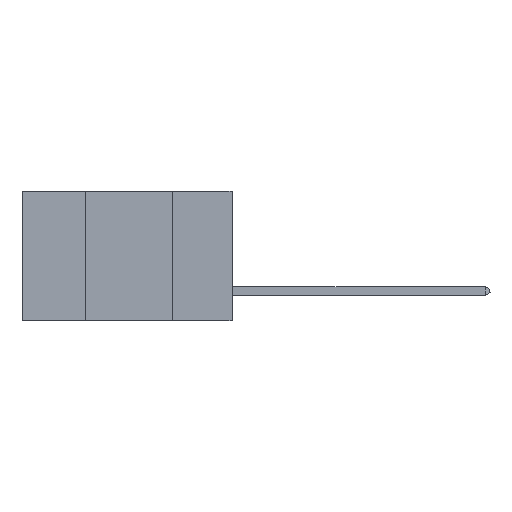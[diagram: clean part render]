
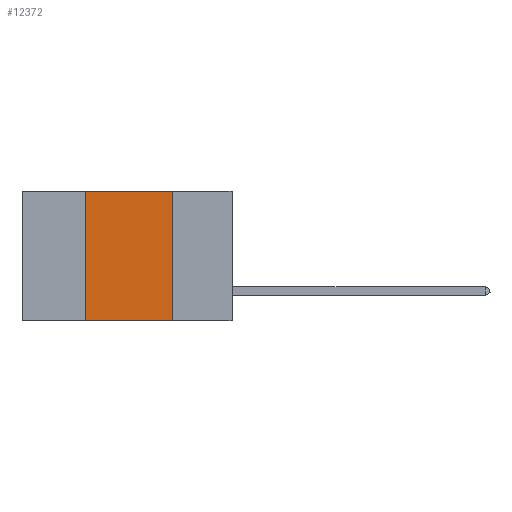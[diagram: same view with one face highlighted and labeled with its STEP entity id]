
A CAD part, left-side view. The second image highlights one B-rep face of the part: STEP entity #12372.
In plain terms, the highlighted planar face has unit normal (-1, 0, 0).
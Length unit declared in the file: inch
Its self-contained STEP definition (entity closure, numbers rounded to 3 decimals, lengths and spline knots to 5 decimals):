
#19 = PLANE ( 'NONE',  #15094 ) ;
#97 = DIRECTION ( 'NONE',  ( 1., 0., 0. ) ) ;
#2342 = CARTESIAN_POINT ( 'NONE',  ( 0., 0.6, -0.37 ) ) ;
#4839 = DIRECTION ( 'NONE',  ( 0., 0., -1. ) ) ;
#5376 = EDGE_CURVE ( 'NONE', #21415, #11952, #19435, .T. ) ;
#5536 = VECTOR ( 'NONE', #4839, 39.37008 ) ;
#6999 = LINE ( 'NONE', #14511, #11655 ) ;
#8214 = EDGE_CURVE ( 'NONE', #13859, #11952, #18094, .T. ) ;
#8972 = LINE ( 'NONE', #13810, #23520 ) ;
#10561 = EDGE_CURVE ( 'NONE', #21415, #18270, #8972, .T. ) ;
#10899 = ORIENTED_EDGE ( 'NONE', *, *, #5376, .T. ) ;
#11655 = VECTOR ( 'NONE', #23752, 39.37008 ) ;
#11952 = VERTEX_POINT ( 'NONE', #21200 ) ;
#12333 = FACE_OUTER_BOUND ( 'NONE', #22762, .T. ) ;
#12372 = ADVANCED_FACE ( 'NONE', ( #12333 ), #19, .F. ) ;
#12694 = ORIENTED_EDGE ( 'NONE', *, *, #8214, .F. ) ;
#13254 = ORIENTED_EDGE ( 'NONE', *, *, #10561, .F. ) ;
#13810 = CARTESIAN_POINT ( 'NONE',  ( 0., 0.42, 0. ) ) ;
#13859 = VERTEX_POINT ( 'NONE', #18638 ) ;
#13990 = CARTESIAN_POINT ( 'NONE',  ( 0., 0.42, -0.37 ) ) ;
#14511 = CARTESIAN_POINT ( 'NONE',  ( 0., 0.6, 0. ) ) ;
#14848 = CARTESIAN_POINT ( 'NONE',  ( 0., 0.6, 0. ) ) ;
#15094 = AXIS2_PLACEMENT_3D ( 'NONE', #14848, #97, #20670 ) ;
#18094 = LINE ( 'NONE', #23316, #5536 ) ;
#18270 = VERTEX_POINT ( 'NONE', #23484 ) ;
#18391 = ORIENTED_EDGE ( 'NONE', *, *, #23093, .F. ) ;
#18638 = CARTESIAN_POINT ( 'NONE',  ( 0., 0.17, 0. ) ) ;
#18861 = DIRECTION ( 'NONE',  ( 0., -1., 0. ) ) ;
#19435 = LINE ( 'NONE', #2342, #20857 ) ;
#20670 = DIRECTION ( 'NONE',  ( 0., 0., -1. ) ) ;
#20857 = VECTOR ( 'NONE', #18861, 39.37008 ) ;
#21200 = CARTESIAN_POINT ( 'NONE',  ( 0., 0.17, -0.37 ) ) ;
#21415 = VERTEX_POINT ( 'NONE', #13990 ) ;
#22762 = EDGE_LOOP ( 'NONE', ( #12694, #18391, #13254, #10899 ) ) ;
#23093 = EDGE_CURVE ( 'NONE', #18270, #13859, #6999, .T. ) ;
#23225 = DIRECTION ( 'NONE',  ( 0., 0., 1. ) ) ;
#23316 = CARTESIAN_POINT ( 'NONE',  ( 0., 0.17, 0. ) ) ;
#23484 = CARTESIAN_POINT ( 'NONE',  ( 0., 0.42, 0. ) ) ;
#23520 = VECTOR ( 'NONE', #23225, 39.37008 ) ;
#23752 = DIRECTION ( 'NONE',  ( 0., -1., 0. ) ) ;
